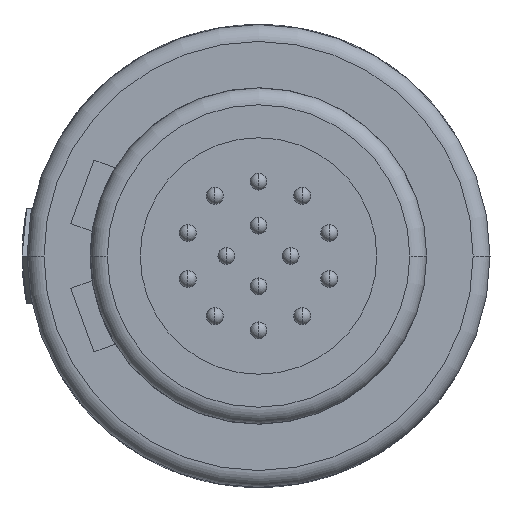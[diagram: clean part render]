
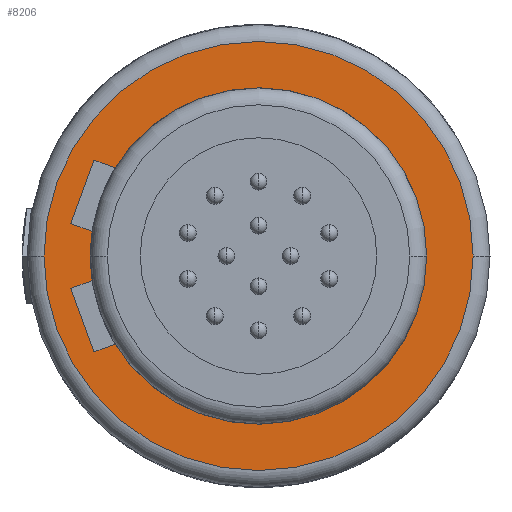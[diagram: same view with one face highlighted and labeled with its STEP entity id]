
A CAD part, left-side view. The second image highlights one B-rep face of the part: STEP entity #8206.
In plain terms, the highlighted planar face has unit normal (-1, 0, 0).
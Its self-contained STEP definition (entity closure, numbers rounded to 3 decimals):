
#2080=CARTESIAN_POINT('',(-6.7,0.,0.));
#2081=DIRECTION('',(-1.,0.,0.));
#2082=DIRECTION('',(0.,-1.,0.));
#2083=AXIS2_PLACEMENT_3D('',#2080,#2081,#2082);
#2085=CARTESIAN_POINT('',(-6.7,0.,0.));
#2086=DIRECTION('',(-1.,0.,0.));
#2087=DIRECTION('',(0.,1.,0.));
#2088=AXIS2_PLACEMENT_3D('',#2085,#2086,#2087);
#2090=DIRECTION('',(0.,0.94,-0.342));
#2091=VECTOR('',#2090,0.677);
#2092=CARTESIAN_POINT('',(-6.7,4.238,-2.607));
#2093=LINE('',#2092,#2091);
#2094=DIRECTION('',(0.,0.94,0.342));
#2095=VECTOR('',#2094,0.677);
#2096=CARTESIAN_POINT('',(-6.7,4.238,2.607));
#2097=LINE('',#2096,#2095);
#2098=DIRECTION('',(0.,-0.342,0.94));
#2099=VECTOR('',#2098,2.);
#2100=CARTESIAN_POINT('',(-6.7,5.557,0.959));
#2101=LINE('',#2100,#2099);
#2102=DIRECTION('',(0.,0.94,0.342));
#2103=VECTOR('',#2102,0.677);
#2104=CARTESIAN_POINT('',(-6.7,4.922,0.727));
#2105=LINE('',#2104,#2103);
#2106=DIRECTION('',(0.,0.94,-0.342));
#2107=VECTOR('',#2106,0.677);
#2108=CARTESIAN_POINT('',(-6.7,4.922,-0.727));
#2109=LINE('',#2108,#2107);
#2110=DIRECTION('',(0.,0.342,0.94));
#2111=VECTOR('',#2110,2.);
#2112=CARTESIAN_POINT('',(-6.7,4.873,-2.838));
#2113=LINE('',#2112,#2111);
#2148=CARTESIAN_POINT('',(-6.7,0.,0.));
#2149=DIRECTION('',(-1.,0.,0.));
#2150=DIRECTION('',(0.,1.,0.));
#2151=AXIS2_PLACEMENT_3D('',#2148,#2149,#2150);
#2166=CARTESIAN_POINT('',(-6.7,0.,0.));
#2167=DIRECTION('',(-1.,0.,0.));
#2168=DIRECTION('',(0.,0.852,-0.524));
#2169=AXIS2_PLACEMENT_3D('',#2166,#2167,#2168);
#2188=CARTESIAN_POINT('',(-6.7,0.,0.));
#2189=DIRECTION('',(1.,0.,0.));
#2190=DIRECTION('',(0.,0.852,0.524));
#2191=AXIS2_PLACEMENT_3D('',#2188,#2189,#2190);
#2198=CARTESIAN_POINT('',(-6.7,0.,0.));
#2199=DIRECTION('',(1.,0.,0.));
#2200=DIRECTION('',(0.,1.,0.));
#2201=AXIS2_PLACEMENT_3D('',#2198,#2199,#2200);
#4672=CARTESIAN_POINT('',(-6.7,-6.35,0.));
#4673=CARTESIAN_POINT('',(-6.7,6.35,0.));
#4674=VERTEX_POINT('',#4672);
#4675=VERTEX_POINT('',#4673);
#4688=CARTESIAN_POINT('',(-6.7,4.975,0.));
#4689=VERTEX_POINT('',#4688);
#4690=CARTESIAN_POINT('',(-6.7,-4.975,0.));
#4691=VERTEX_POINT('',#4690);
#5477=CARTESIAN_POINT('',(-6.7,4.873,2.838));
#5478=VERTEX_POINT('',#5477);
#5481=CARTESIAN_POINT('',(-6.7,5.557,0.959));
#5482=VERTEX_POINT('',#5481);
#5489=CARTESIAN_POINT('',(-6.7,4.873,-2.838));
#5490=VERTEX_POINT('',#5489);
#5493=CARTESIAN_POINT('',(-6.7,5.557,-0.959));
#5494=VERTEX_POINT('',#5493);
#5497=CARTESIAN_POINT('',(-6.7,4.922,0.727));
#5498=VERTEX_POINT('',#5497);
#5499=CARTESIAN_POINT('',(-6.7,4.238,2.607));
#5500=VERTEX_POINT('',#5499);
#5501=CARTESIAN_POINT('',(-6.7,4.238,-2.607));
#5502=VERTEX_POINT('',#5501);
#5503=CARTESIAN_POINT('',(-6.7,4.922,-0.727));
#5504=VERTEX_POINT('',#5503);
#8174=CARTESIAN_POINT('',(-6.7,0.,0.));
#8175=DIRECTION('',(1.,0.,0.));
#8176=DIRECTION('',(0.,-1.,0.));
#8177=AXIS2_PLACEMENT_3D('',#8174,#8175,#8176);
#8178=PLANE('',#8177);
#8180=ORIENTED_EDGE('',*,*,#8179,.F.);
#8181=ORIENTED_EDGE('',*,*,#8157,.F.);
#8182=EDGE_LOOP('',(#8180,#8181));
#8183=FACE_OUTER_BOUND('',#8182,.F.);
#8185=ORIENTED_EDGE('',*,*,#8184,.F.);
#8187=ORIENTED_EDGE('',*,*,#8186,.T.);
#8189=ORIENTED_EDGE('',*,*,#8188,.F.);
#8191=ORIENTED_EDGE('',*,*,#8190,.T.);
#8193=ORIENTED_EDGE('',*,*,#8192,.F.);
#8195=ORIENTED_EDGE('',*,*,#8194,.F.);
#8197=ORIENTED_EDGE('',*,*,#8196,.F.);
#8199=ORIENTED_EDGE('',*,*,#8198,.T.);
#8201=ORIENTED_EDGE('',*,*,#8200,.T.);
#8203=ORIENTED_EDGE('',*,*,#8202,.F.);
#8204=EDGE_LOOP('',(#8185,#8187,#8189,#8191,#8193,#8195,#8197,#8199,#8201,
#8203));
#8205=FACE_BOUND('',#8204,.F.);
#2084=CIRCLE('',#2083,6.35);
#2089=CIRCLE('',#2088,6.35);
#2152=CIRCLE('',#2151,4.975);
#2170=CIRCLE('',#2169,4.975);
#2192=CIRCLE('',#2191,4.975);
#2202=CIRCLE('',#2201,4.975);
#8157=EDGE_CURVE('',#4675,#4674,#2089,.T.);
#8179=EDGE_CURVE('',#4674,#4675,#2084,.T.);
#8184=EDGE_CURVE('',#5502,#5490,#2093,.T.);
#8186=EDGE_CURVE('',#5502,#4691,#2170,.T.);
#8188=EDGE_CURVE('',#5500,#4691,#2192,.T.);
#8190=EDGE_CURVE('',#5500,#5478,#2097,.T.);
#8192=EDGE_CURVE('',#5482,#5478,#2101,.T.);
#8194=EDGE_CURVE('',#5498,#5482,#2105,.T.);
#8196=EDGE_CURVE('',#4689,#5498,#2202,.T.);
#8198=EDGE_CURVE('',#4689,#5504,#2152,.T.);
#8200=EDGE_CURVE('',#5504,#5494,#2109,.T.);
#8202=EDGE_CURVE('',#5490,#5494,#2113,.T.);
#8206=ADVANCED_FACE('',(#8183,#8205),#8178,.F.);
